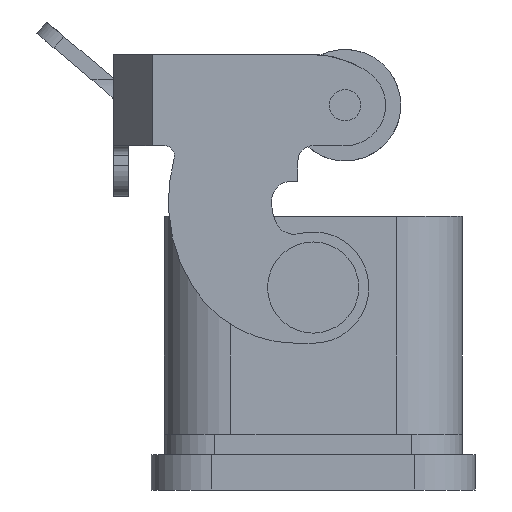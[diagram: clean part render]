
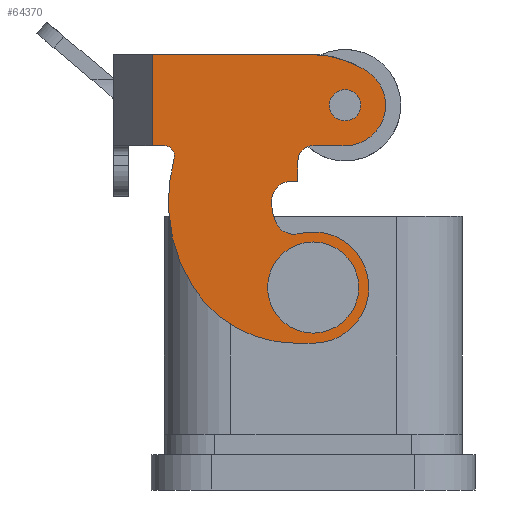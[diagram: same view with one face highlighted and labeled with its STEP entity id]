
A CAD part, left-side view. The second image highlights one B-rep face of the part: STEP entity #64370.
In plain terms, the highlighted face is planar.
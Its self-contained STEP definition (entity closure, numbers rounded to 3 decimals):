
#14190=CARTESIAN_POINT('',(47.15,8.487,
15.9));
#14200=VERTEX_POINT('',#14190);
#14370=CARTESIAN_POINT('',(47.15,6.487,
15.9));
#14380=VERTEX_POINT('',#14370);
#14410=CARTESIAN_POINT('',(47.15,8.487,
15.9));
#14420=DIRECTION('',(0.,-1.,0.));
#14430=VECTOR('',#14420,1.);
#14440=LINE('',#14410,#14430);
#14450=EDGE_CURVE('',#14200,#14380,#14440,.T.);
#23490=CARTESIAN_POINT('',(47.15,6.487,
16.5));
#23500=VERTEX_POINT('',#23490);
#23550=CARTESIAN_POINT('',(47.15,6.487,
80.19));
#23560=DIRECTION('',(0.,0.,1.));
#23570=VECTOR('',#23560,1.);
#23580=LINE('',#23550,#23570);
#23590=EDGE_CURVE('',#14380,#23500,#23580,.T.);
#27320=CARTESIAN_POINT('',(47.15,9.987,
14.4));
#27330=VERTEX_POINT('',#27320);
#27550=CARTESIAN_POINT('',(47.15,8.487,
14.4));
#27560=DIRECTION('',(-1.,0.,0.));
#27570=DIRECTION('',(0.,0.,1.));
#27580=AXIS2_PLACEMENT_3D('',#27550,#27560,#27570);
#27590=CIRCLE('',#27580,1.5);
#27600=EDGE_CURVE('',#14200,#27330,#27590,.T.);
#28560=CARTESIAN_POINT('',(47.15,18.987,
14.59));
#28570=VERTEX_POINT('',#28560);
#28600=CARTESIAN_POINT('',(47.15,18.987,
14.59));
#28610=DIRECTION('',(0.,0.,1.));
#28620=VECTOR('',#28610,1.);
#28630=LINE('',#28600,#28620);
#28640=CARTESIAN_POINT('',(47.15,18.987,
30.3));
#28650=VERTEX_POINT('',#28640);
#28660=EDGE_CURVE('',#28570,#28650,#28630,.T.);
#31110=CARTESIAN_POINT('',(47.15,14.487,
30.3));
#31120=DIRECTION('',(0.,-1.,0.));
#31130=VECTOR('',#31120,1.);
#31140=LINE('',#31110,#31130);
#31150=CARTESIAN_POINT('',(47.15,9.987,
30.3));
#31160=VERTEX_POINT('',#31150);
#31170=EDGE_CURVE('',#28650,#31160,#31140,.T.);
#60540=CARTESIAN_POINT('',(47.15,9.987,
80.19));
#60550=DIRECTION('',(0.,0.,-1.));
#60560=VECTOR('',#60550,1.);
#60570=LINE('',#60540,#60560);
#60580=CARTESIAN_POINT('',(47.15,9.987,
29.086));
#60590=VERTEX_POINT('',#60580);
#60600=EDGE_CURVE('',#31160,#60590,#60570,.T.);
#62080=CARTESIAN_POINT('',(47.15,17.451,
9.25));
#62090=VERTEX_POINT('',#62080);
#62270=CARTESIAN_POINT('',(47.15,9.987,
11.25));
#62280=VERTEX_POINT('',#62270);
#62310=CARTESIAN_POINT('',(47.15,13.987,
11.25));
#62320=DIRECTION('',(-1.,0.,0.));
#62330=DIRECTION('',(0.,0.,1.));
#62340=AXIS2_PLACEMENT_3D('',#62310,#62320,#62330);
#62350=CIRCLE('',#62340,4.);
#62360=EDGE_CURVE('',#62090,#62280,#62350,.T.);
#62620=CARTESIAN_POINT('',(47.15,17.648,
9.59));
#62630=DIRECTION('',(0.,-0.5,
-0.866));
#62640=VECTOR('',#62630,1.);
#62650=LINE('',#62620,#62640);
#62660=CARTESIAN_POINT('',(47.15,17.648,
9.59));
#62670=VERTEX_POINT('',#62660);
#62680=EDGE_CURVE('',#62670,#62090,#62650,.T.);
#62990=CARTESIAN_POINT('',(47.15,9.987,
11.25));
#63000=DIRECTION('',(0.,0.,1.));
#63010=VECTOR('',#63000,1.);
#63020=LINE('',#62990,#63010);
#63030=EDGE_CURVE('',#62280,#27330,#63020,.T.);
#63150=CARTESIAN_POINT('',(47.15,7.208,
80.19));
#63160=DIRECTION('',(-1.,0.,0.));
#63170=DIRECTION('',(0.,0.,1.));
#63180=AXIS2_PLACEMENT_3D('',#63150,#63160,#63170);
#63190=PLANE('',#63180);
#63200=CARTESIAN_POINT('',(47.15,-4.013,
14.4));
#63210=DIRECTION('',(-1.,0.,0.));
#63220=DIRECTION('',(0.,0.,1.));
#63230=AXIS2_PLACEMENT_3D('',#63200,#63210,#63220);
#63240=CIRCLE('',#63230,4.5);
#63250=CARTESIAN_POINT('',(47.15,-4.013,
18.9));
#63260=VERTEX_POINT('',#63250);
#63270=CARTESIAN_POINT('',(47.15,-4.013,
9.9));
#63280=VERTEX_POINT('',#63270);
#63290=EDGE_CURVE('',#63260,#63280,#63240,.T.);
#63300=ORIENTED_EDGE('',*,*,#63290,.T.);
#63310=EDGE_CURVE('',#63280,#63260,#63240,.T.);
#63320=ORIENTED_EDGE('',*,*,#63310,.T.);
#63330=EDGE_LOOP('',(#63320,#63300));
#63340=FACE_BOUND('',#63330,.T.);
#63350=CARTESIAN_POINT('',(47.15,13.987,
11.25));
#63360=DIRECTION('',(-1.,0.,0.));
#63370=DIRECTION('',(0.,0.,1.));
#63380=AXIS2_PLACEMENT_3D('',#63350,#63360,#63370);
#63390=CIRCLE('',#63380,1.55);
#63400=CARTESIAN_POINT('',(47.15,13.987,
12.8));
#63410=VERTEX_POINT('',#63400);
#63420=CARTESIAN_POINT('',(47.15,13.987,
9.7));
#63430=VERTEX_POINT('',#63420);
#63440=EDGE_CURVE('',#63410,#63430,#63390,.T.);
#63450=ORIENTED_EDGE('',*,*,#63440,.T.);
#63460=EDGE_CURVE('',#63430,#63410,#63390,.T.);
#63470=ORIENTED_EDGE('',*,*,#63460,.T.);
#63480=EDGE_LOOP('',(#63470,#63450));
#63490=FACE_BOUND('',#63480,.T.);
#63500=ORIENTED_EDGE('',*,*,#31170,.T.);
#63510=ORIENTED_EDGE('',*,*,#28660,.T.);
#63520=CARTESIAN_POINT('',(47.15,8.987,
14.59));
#63530=DIRECTION('',(-1.,0.,0.));
#63540=DIRECTION('',(0.,0.,1.));
#63550=AXIS2_PLACEMENT_3D('',#63520,#63530,#63540);
#63560=CIRCLE('',#63550,10.);
#63570=EDGE_CURVE('',#28570,#62670,#63560,.T.);
#63580=ORIENTED_EDGE('',*,*,#63570,.F.);
#63590=ORIENTED_EDGE('',*,*,#62680,.F.);
#63600=ORIENTED_EDGE('',*,*,#62360,.F.);
#63610=ORIENTED_EDGE('',*,*,#63030,.F.);
#63620=ORIENTED_EDGE('',*,*,#27600,.T.);
#63630=ORIENTED_EDGE('',*,*,#14450,.F.);
#63640=ORIENTED_EDGE('',*,*,#23590,.F.);
#63650=CARTESIAN_POINT('',(47.15,4.487,
16.5));
#63660=DIRECTION('',(-1.,0.,0.));
#63670=DIRECTION('',(0.,0.,1.));
#63680=AXIS2_PLACEMENT_3D('',#63650,#63660,#63670);
#63690=CIRCLE('',#63680,2.);
#63700=CARTESIAN_POINT('',(47.15,4.487,
18.5));
#63710=VERTEX_POINT('',#63700);
#63720=EDGE_CURVE('',#63710,#23500,#63690,.T.);
#63730=ORIENTED_EDGE('',*,*,#63720,.T.);
#63740=CARTESIAN_POINT('',(47.15,4.487,
12.9));
#63750=DIRECTION('',(-1.,0.,0.));
#63760=DIRECTION('',(0.,0.,1.));
#63770=AXIS2_PLACEMENT_3D('',#63740,#63750,#63760);
#63780=CIRCLE('',#63770,5.6);
#63790=CARTESIAN_POINT('',(47.15,2.559,
18.158));
#63800=VERTEX_POINT('',#63790);
#63810=EDGE_CURVE('',#63800,#63710,#63780,.T.);
#63820=ORIENTED_EDGE('',*,*,#63810,.T.);
#63830=CARTESIAN_POINT('',(47.15,3.248,
16.28));
#63840=DIRECTION('',(-1.,0.,0.));
#63850=DIRECTION('',(0.,0.,1.));
#63860=AXIS2_PLACEMENT_3D('',#63830,#63840,#63850);
#63870=CIRCLE('',#63860,2.);
#63880=CARTESIAN_POINT('',(47.15,1.312,
15.779));
#63890=VERTEX_POINT('',#63880);
#63900=EDGE_CURVE('',#63890,#63800,#63870,.T.);
#63910=ORIENTED_EDGE('',*,*,#63900,.T.);
#63920=CARTESIAN_POINT('',(47.15,-4.013,
14.4));
#63930=DIRECTION('',(-1.,0.,0.));
#63940=DIRECTION('',(0.,0.,1.));
#63950=AXIS2_PLACEMENT_3D('',#63920,#63930,#63940);
#63960=CIRCLE('',#63950,5.5);
#63970=CARTESIAN_POINT('',(47.15,-9.513,
14.4));
#63980=VERTEX_POINT('',#63970);
#63990=EDGE_CURVE('',#63890,#63980,#63960,.T.);
#64000=ORIENTED_EDGE('',*,*,#63990,.F.);
#64010=CARTESIAN_POINT('',(47.15,-9.513,
14.4));
#64020=DIRECTION('',(0.,0.,1.));
#64030=VECTOR('',#64020,1.);
#64040=LINE('',#64010,#64030);
#64050=CARTESIAN_POINT('',(47.15,-9.513,
16.131));
#64060=VERTEX_POINT('',#64050);
#64070=EDGE_CURVE('',#63980,#64060,#64040,.T.);
#64080=ORIENTED_EDGE('',*,*,#64070,.F.);
#64090=CARTESIAN_POINT('',(47.15,2.487,
16.131));
#64100=DIRECTION('',(-1.,0.,0.));
#64110=DIRECTION('',(0.,0.,1.));
#64120=AXIS2_PLACEMENT_3D('',#64090,#64100,#64110);
#64130=CIRCLE('',#64120,12.);
#64140=CARTESIAN_POINT('',(47.15,-3.828,
26.335));
#64150=VERTEX_POINT('',#64140);
#64160=EDGE_CURVE('',#64060,#64150,#64130,.T.);
#64170=ORIENTED_EDGE('',*,*,#64160,.F.);
#64180=CARTESIAN_POINT('',(47.15,4.487,
12.9));
#64190=DIRECTION('',(-1.,0.,0.));
#64200=DIRECTION('',(0.,0.,1.));
#64210=AXIS2_PLACEMENT_3D('',#64180,#64190,#64200);
#64220=CIRCLE('',#64210,15.8);
#64230=CARTESIAN_POINT('',(47.15,8.719,
28.123));
#64240=VERTEX_POINT('',#64230);
#64250=EDGE_CURVE('',#64150,#64240,#64220,.T.);
#64260=ORIENTED_EDGE('',*,*,#64250,.F.);
#64270=CARTESIAN_POINT('',(47.15,8.987,
29.086));
#64280=DIRECTION('',(-1.,0.,0.));
#64290=DIRECTION('',(0.,0.,1.));
#64300=AXIS2_PLACEMENT_3D('',#64270,#64280,#64290);
#64310=CIRCLE('',#64300,1.);
#64320=EDGE_CURVE('',#60590,#64240,#64310,.T.);
#64330=ORIENTED_EDGE('',*,*,#64320,.T.);
#64340=ORIENTED_EDGE('',*,*,#60600,.T.);
#64350=EDGE_LOOP('',(#64340,#64330,#64260,#64170,#64080,#64000,#63910,
#63820,#63730,#63640,#63630,#63620,#63610,#63600,#63590,#63580,#63510,
#63500));
#64360=FACE_OUTER_BOUND('',#64350,.T.);
#64370=ADVANCED_FACE('',(#63340,#63490,#64360),#63190,.F.);
